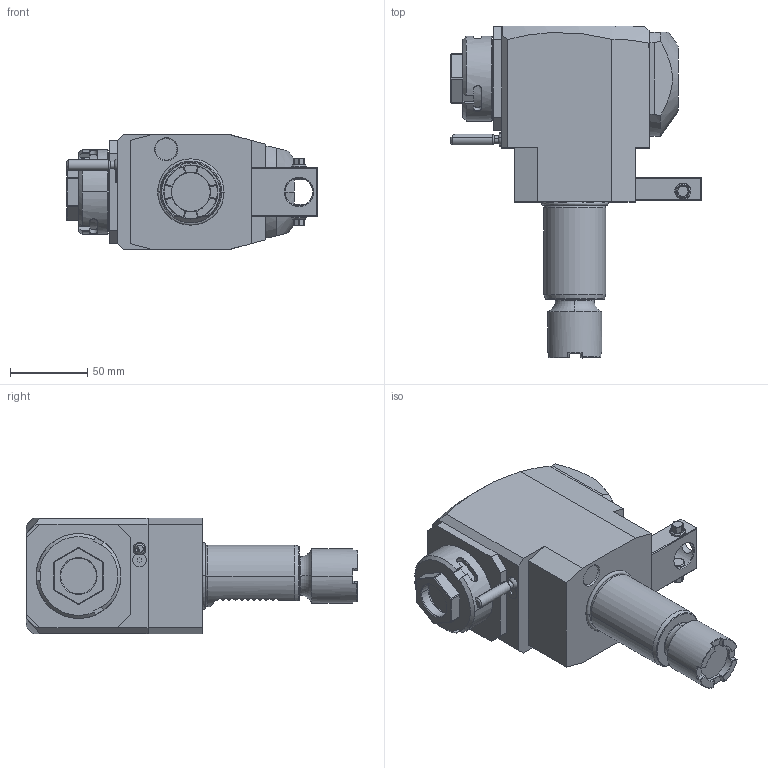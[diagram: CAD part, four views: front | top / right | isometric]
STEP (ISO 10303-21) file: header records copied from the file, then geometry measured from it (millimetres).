
FILE_DESCRIPTION((''),'2;1');
FILE_NAME('NGT1_40_255_32_1_2_80TJB','2024-10-23T',('vali'),('NOVA GRUP'),'PRO/ENGINEER BY PARAMETRIC TECHNOLOGY CORPORATION, 2010280','PRO/ENGINEER BY PARAMETRIC TECHNOLOGY CORPORATION, 2010280','');
FILE_SCHEMA(('CONFIG_CONTROL_DESIGN'));
Length unit declared in the file: millimetre
Products named in the file (1): NGT1_40_255_32_1_2_80TJB
Bounding box: 162.5 x 215 x 75 mm (x, y, z)
Volume: 1000247.9 mm3; surface area: 77965.4 mm2
Topology: 1 solids, 1 shells, 384 faces, 1019 edges, 655 vertices
Faces by surface type: plane 202, cylinder 76, cone 69, bspline 30, torus 5, sphere 2
Entity records: 15360 total; most frequent: CARTESIAN_POINT 6272, ORIENTED_EDGE 2038, DIRECTION 1651, EDGE_CURVE 1019, VERTEX_POINT 655, AXIS2_PLACEMENT_3D 571, VECTOR 509, LINE 509
